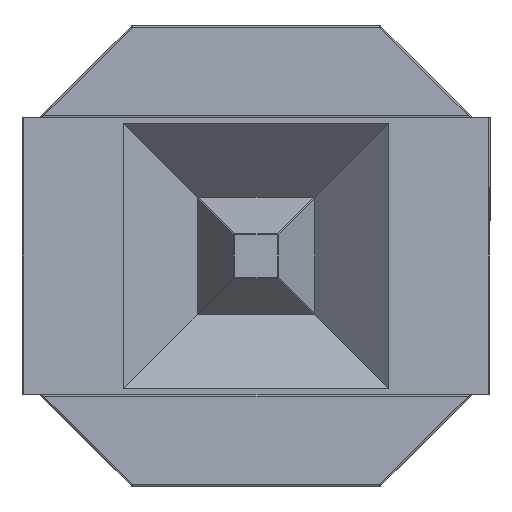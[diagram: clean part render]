
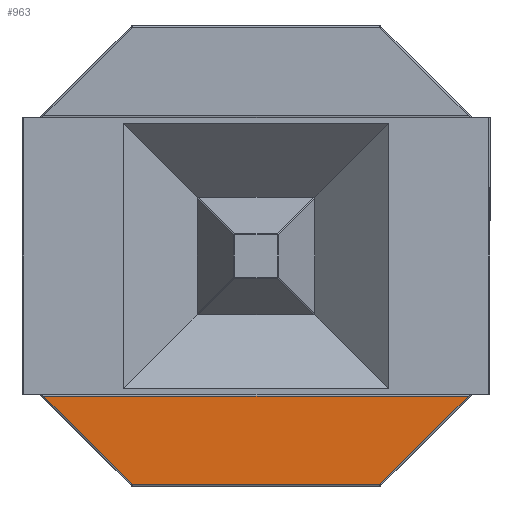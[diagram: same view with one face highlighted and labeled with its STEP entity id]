
A CAD part, front view. The second image highlights one B-rep face of the part: STEP entity #963.
In plain terms, the highlighted planar face has unit normal (0, -1, 0).
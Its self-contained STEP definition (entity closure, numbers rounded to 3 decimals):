
#213 = LINE ( 'NONE', #2804, #3552 ) ;
#339 = VERTEX_POINT ( 'NONE', #2113 ) ;
#460 = ORIENTED_EDGE ( 'NONE', *, *, #3207, .T. ) ;
#518 = DIRECTION ( 'NONE',  ( 1., 0., 0. ) ) ;
#550 = CARTESIAN_POINT ( 'NONE',  ( 0., 0., 0. ) ) ;
#587 = PLANE ( 'NONE',  #962 ) ;
#810 = CARTESIAN_POINT ( 'NONE',  ( 0.671, 0., -1.24 ) ) ;
#913 = VERTEX_POINT ( 'NONE', #2834 ) ;
#944 = CARTESIAN_POINT ( 'NONE',  ( -1.175, 0., -0.76 ) ) ;
#962 = AXIS2_PLACEMENT_3D ( 'NONE', #550, #2268, #3120 ) ;
#963 = ADVANCED_FACE ( 'NONE', ( #1398 ), #587, .T. ) ;
#1021 = CARTESIAN_POINT ( 'NONE',  ( -1.151, 0., -0.76 ) ) ;
#1170 = CARTESIAN_POINT ( 'NONE',  ( 0.675, 0., -1.24 ) ) ;
#1398 = FACE_OUTER_BOUND ( 'NONE', #3717, .T. ) ;
#1419 = EDGE_CURVE ( 'NONE', #2747, #913, #1748, .T. ) ;
#1589 = ORIENTED_EDGE ( 'NONE', *, *, #1419, .T. ) ;
#1688 = VERTEX_POINT ( 'NONE', #810 ) ;
#1699 = VECTOR ( 'NONE', #3513, 1000. ) ;
#1748 = LINE ( 'NONE', #2600, #1699 ) ;
#2100 = LINE ( 'NONE', #944, #3544 ) ;
#2113 = CARTESIAN_POINT ( 'NONE',  ( 1.151, 0., -0.76 ) ) ;
#2268 = DIRECTION ( 'NONE',  ( 0., -1., 0. ) ) ;
#2514 = EDGE_CURVE ( 'NONE', #339, #2747, #2100, .T. ) ;
#2600 = CARTESIAN_POINT ( 'NONE',  ( -0.668, 0., -1.243 ) ) ;
#2747 = VERTEX_POINT ( 'NONE', #1021 ) ;
#2804 = CARTESIAN_POINT ( 'NONE',  ( 1.168, 0., -0.743 ) ) ;
#2834 = CARTESIAN_POINT ( 'NONE',  ( -0.671, 0., -1.24 ) ) ;
#2875 = ORIENTED_EDGE ( 'NONE', *, *, #3595, .T. ) ;
#2890 = ORIENTED_EDGE ( 'NONE', *, *, #2514, .T. ) ;
#2943 = DIRECTION ( 'NONE',  ( -1., 0., 0. ) ) ;
#3091 = LINE ( 'NONE', #1170, #3681 ) ;
#3120 = DIRECTION ( 'NONE',  ( 0., 0., -1. ) ) ;
#3207 = EDGE_CURVE ( 'NONE', #1688, #339, #213, .T. ) ;
#3513 = DIRECTION ( 'NONE',  ( 0.707, 0., -0.707 ) ) ;
#3544 = VECTOR ( 'NONE', #2943, 1000. ) ;
#3552 = VECTOR ( 'NONE', #3662, 1000. ) ;
#3595 = EDGE_CURVE ( 'NONE', #913, #1688, #3091, .T. ) ;
#3662 = DIRECTION ( 'NONE',  ( 0.707, 0., 0.707 ) ) ;
#3681 = VECTOR ( 'NONE', #518, 1000. ) ;
#3717 = EDGE_LOOP ( 'NONE', ( #460, #2890, #1589, #2875 ) ) ;
